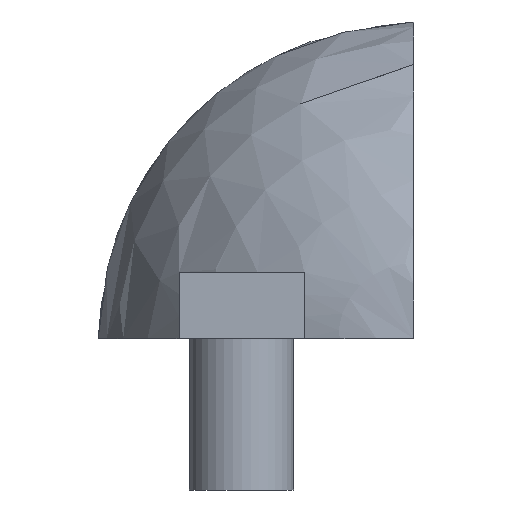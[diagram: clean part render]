
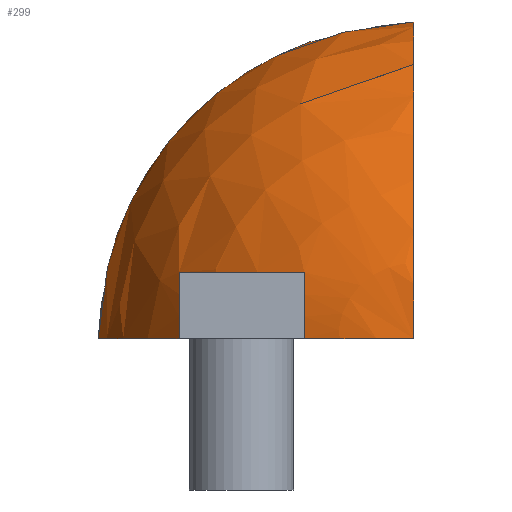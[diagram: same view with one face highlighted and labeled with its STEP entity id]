
A CAD part, left-side view. The second image highlights one B-rep face of the part: STEP entity #299.
In plain terms, the highlighted spherical face has radius 30.35 mm.
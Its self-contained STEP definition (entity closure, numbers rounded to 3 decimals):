
#81=FACE_OUTER_BOUND('',#99,.T.);
#99=EDGE_LOOP('',(#213,#214,#215,#216,#217,#218,#219,#220,#221,#222));
#123=CIRCLE('',#332,28.476);
#124=CIRCLE('',#333,29.678);
#125=CIRCLE('',#334,20.368);
#126=CIRCLE('',#335,30.35);
#127=CIRCLE('',#336,20.368);
#128=CIRCLE('',#337,29.678);
#129=CIRCLE('',#338,28.476);
#130=CIRCLE('',#339,30.35);
#131=CIRCLE('',#340,30.35);
#132=CIRCLE('',#341,30.35);
#143=VERTEX_POINT('',#471);
#144=VERTEX_POINT('',#472);
#145=VERTEX_POINT('',#474);
#146=VERTEX_POINT('',#476);
#147=VERTEX_POINT('',#478);
#148=VERTEX_POINT('',#480);
#149=VERTEX_POINT('',#482);
#150=VERTEX_POINT('',#484);
#151=VERTEX_POINT('',#486);
#152=VERTEX_POINT('',#488);
#171=EDGE_CURVE('',#143,#144,#123,.T.);
#172=EDGE_CURVE('',#145,#143,#124,.T.);
#173=EDGE_CURVE('',#146,#145,#125,.T.);
#174=EDGE_CURVE('',#147,#146,#126,.T.);
#175=EDGE_CURVE('',#148,#147,#127,.T.);
#176=EDGE_CURVE('',#149,#148,#128,.T.);
#177=EDGE_CURVE('',#150,#149,#129,.T.);
#178=EDGE_CURVE('',#151,#150,#130,.T.);
#179=EDGE_CURVE('',#152,#151,#131,.T.);
#180=EDGE_CURVE('',#144,#152,#132,.T.);
#213=ORIENTED_EDGE('',*,*,#171,.F.);
#214=ORIENTED_EDGE('',*,*,#172,.F.);
#215=ORIENTED_EDGE('',*,*,#173,.F.);
#216=ORIENTED_EDGE('',*,*,#174,.F.);
#217=ORIENTED_EDGE('',*,*,#175,.F.);
#218=ORIENTED_EDGE('',*,*,#176,.F.);
#219=ORIENTED_EDGE('',*,*,#177,.F.);
#220=ORIENTED_EDGE('',*,*,#178,.F.);
#221=ORIENTED_EDGE('',*,*,#179,.F.);
#222=ORIENTED_EDGE('',*,*,#180,.F.);
#297=SPHERICAL_SURFACE('',#331,30.35);
#299=ADVANCED_FACE('',(#81),#297,.T.);
#331=AXIS2_PLACEMENT_3D('',#470,#371,#372);
#332=AXIS2_PLACEMENT_3D('',#473,#373,#374);
#333=AXIS2_PLACEMENT_3D('',#475,#375,#376);
#334=AXIS2_PLACEMENT_3D('',#477,#377,#378);
#335=AXIS2_PLACEMENT_3D('',#479,#379,#380);
#336=AXIS2_PLACEMENT_3D('',#481,#381,#382);
#337=AXIS2_PLACEMENT_3D('',#483,#383,#384);
#338=AXIS2_PLACEMENT_3D('',#485,#385,#386);
#339=AXIS2_PLACEMENT_3D('',#487,#387,#388);
#340=AXIS2_PLACEMENT_3D('',#489,#389,#390);
#341=AXIS2_PLACEMENT_3D('',#490,#391,#392);
#371=DIRECTION('center_axis',(1.,0.,0.));
#372=DIRECTION('ref_axis',(0.,-1.,0.));
#373=DIRECTION('center_axis',(0.,1.,0.));
#374=DIRECTION('ref_axis',(0.,0.,1.));
#375=DIRECTION('center_axis',(0.,0.,-1.));
#376=DIRECTION('ref_axis',(0.,1.,0.));
#377=DIRECTION('center_axis',(0.,-1.,0.));
#378=DIRECTION('ref_axis',(0.,0.,-1.));
#379=DIRECTION('center_axis',(0.,0.,-1.));
#380=DIRECTION('ref_axis',(1.,0.,0.));
#381=DIRECTION('center_axis',(0.,-1.,0.));
#382=DIRECTION('ref_axis',(0.,0.,-1.));
#383=DIRECTION('center_axis',(0.,0.,-1.));
#384=DIRECTION('ref_axis',(0.,1.,0.));
#385=DIRECTION('center_axis',(0.,1.,0.));
#386=DIRECTION('ref_axis',(0.,0.,1.));
#387=DIRECTION('center_axis',(0.,0.,-1.));
#388=DIRECTION('ref_axis',(1.,0.,0.));
#389=DIRECTION('center_axis',(0.,-1.,0.));
#390=DIRECTION('ref_axis',(1.,0.,0.));
#391=DIRECTION('center_axis',(0.,0.,-1.));
#392=DIRECTION('ref_axis',(1.,0.,0.));
#470=CARTESIAN_POINT('Origin',(56.5,-22.5,0.));
#471=CARTESIAN_POINT('',(84.259,-12.,6.35));
#472=CARTESIAN_POINT('',(84.976,-12.,0.));
#473=CARTESIAN_POINT('Origin',(56.5,-12.,0.));
#474=CARTESIAN_POINT('',(75.853,0.,6.35));
#475=CARTESIAN_POINT('Origin',(56.5,-22.5,6.35));
#476=CARTESIAN_POINT('',(76.868,0.,0.));
#477=CARTESIAN_POINT('Origin',(56.5,0.,0.));
#478=CARTESIAN_POINT('',(36.132,0.,0.));
#479=CARTESIAN_POINT('Origin',(56.5,-22.5,0.));
#480=CARTESIAN_POINT('',(37.147,0.,6.35));
#481=CARTESIAN_POINT('Origin',(56.5,0.,0.));
#482=CARTESIAN_POINT('',(28.741,-12.,6.35));
#483=CARTESIAN_POINT('Origin',(56.5,-22.5,6.35));
#484=CARTESIAN_POINT('',(28.024,-12.,0.));
#485=CARTESIAN_POINT('Origin',(56.5,-12.,0.));
#486=CARTESIAN_POINT('',(26.15,-22.5,0.));
#487=CARTESIAN_POINT('Origin',(56.5,-22.5,0.));
#488=CARTESIAN_POINT('',(86.85,-22.5,0.));
#489=CARTESIAN_POINT('Origin',(56.5,-22.5,0.));
#490=CARTESIAN_POINT('Origin',(56.5,-22.5,0.));
